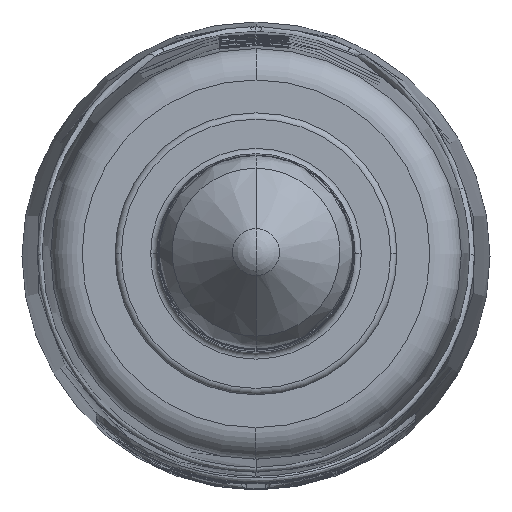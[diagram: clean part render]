
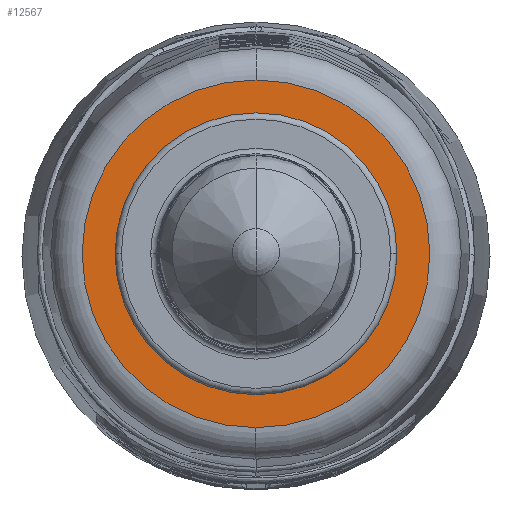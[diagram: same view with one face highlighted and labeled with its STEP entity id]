
A CAD part, top view. The second image highlights one B-rep face of the part: STEP entity #12567.
In plain terms, the highlighted planar face has unit normal (0, 0, 1).
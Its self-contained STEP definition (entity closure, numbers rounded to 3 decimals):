
#3152=CARTESIAN_POINT('',(0.,0.,-0.02));
#3153=DIRECTION('',(0.,0.,1.));
#3154=DIRECTION('',(0.,1.,0.));
#3155=AXIS2_PLACEMENT_3D('',#3152,#3153,#3154);
#3157=CARTESIAN_POINT('',(0.,0.,-0.02));
#3158=DIRECTION('',(0.,0.,1.));
#3159=DIRECTION('',(0.,-1.,0.));
#3160=AXIS2_PLACEMENT_3D('',#3157,#3158,#3159);
#3162=CARTESIAN_POINT('',(0.,0.,-0.02));
#3163=DIRECTION('',(0.,0.,-1.));
#3164=DIRECTION('',(1.,0.,0.));
#3165=AXIS2_PLACEMENT_3D('',#3162,#3163,#3164);
#3167=CARTESIAN_POINT('',(0.,0.,-0.02));
#3168=DIRECTION('',(0.,0.,-1.));
#3169=DIRECTION('',(-1.,0.,0.));
#3170=AXIS2_PLACEMENT_3D('',#3167,#3168,#3169);
#7207=CARTESIAN_POINT('',(0.,5.52,-0.02));
#7208=CARTESIAN_POINT('',(0.,-5.52,-0.02));
#7209=VERTEX_POINT('',#7207);
#7210=VERTEX_POINT('',#7208);
#7738=CARTESIAN_POINT('',(4.475,0.,-0.02));
#7739=CARTESIAN_POINT('',(-4.475,0.,-0.02));
#7740=VERTEX_POINT('',#7738);
#7741=VERTEX_POINT('',#7739);
#12551=CARTESIAN_POINT('',(0.,0.,-0.02));
#12552=DIRECTION('',(0.,0.,-1.));
#12553=DIRECTION('',(0.,1.,0.));
#12554=AXIS2_PLACEMENT_3D('',#12551,#12552,#12553);
#12555=PLANE('',#12554);
#12557=ORIENTED_EDGE('',*,*,#12556,.F.);
#12558=ORIENTED_EDGE('',*,*,#12541,.F.);
#12559=EDGE_LOOP('',(#12557,#12558));
#12560=FACE_OUTER_BOUND('',#12559,.F.);
#12562=ORIENTED_EDGE('',*,*,#12561,.F.);
#12564=ORIENTED_EDGE('',*,*,#12563,.F.);
#12565=EDGE_LOOP('',(#12562,#12564));
#12566=FACE_BOUND('',#12565,.F.);
#12567=ADVANCED_FACE('',(#12560,#12566),#12555,.F.);
#3156=CIRCLE('',#3155,5.52);
#3161=CIRCLE('',#3160,5.52);
#3166=CIRCLE('',#3165,4.475);
#3171=CIRCLE('',#3170,4.475);
#12541=EDGE_CURVE('',#7210,#7209,#3161,.T.);
#12556=EDGE_CURVE('',#7209,#7210,#3156,.T.);
#12561=EDGE_CURVE('',#7740,#7741,#3166,.T.);
#12563=EDGE_CURVE('',#7741,#7740,#3171,.T.);
